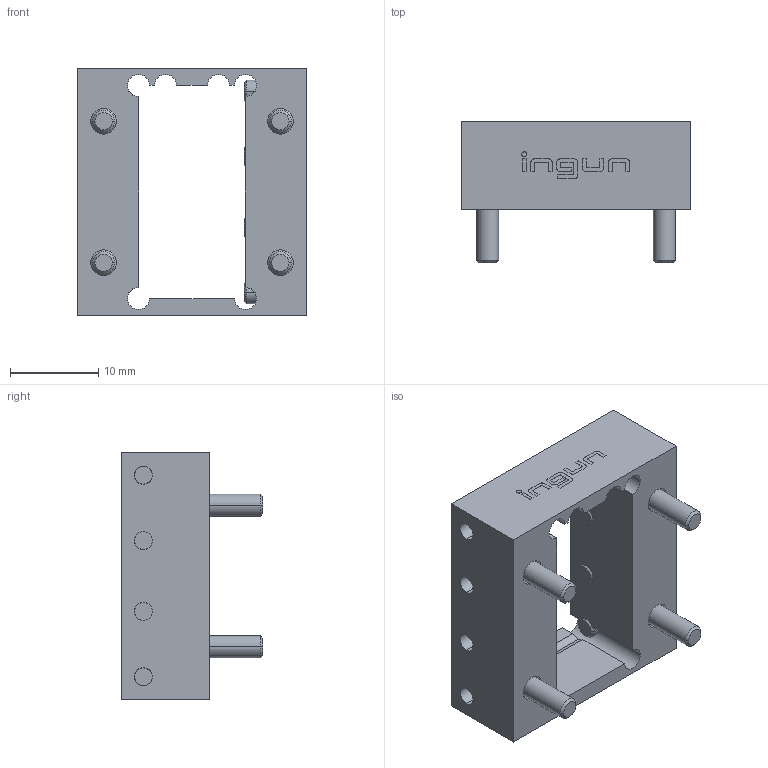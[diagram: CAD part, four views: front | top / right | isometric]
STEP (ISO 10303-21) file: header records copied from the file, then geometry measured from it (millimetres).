
FILE_DESCRIPTION (( 'STEP AP203' ), '1' );
FILE_NAME ('INGUN_KS-802_HMTD-6.STEP', '2024-04-17T13:14:19', ( '' ), ( '' ), 'SwSTEP 2.0', 'SolidWorks 2021', '' );
FILE_SCHEMA (( 'CONFIG_CONTROL_DESIGN' ));
Length unit declared in the file: millimetre
Products named in the file (1): INGUN_KS-802_HMTD-6
Bounding box: 26 x 16 x 28 mm (x, y, z)
Volume: 4078.3 mm3; surface area: 3882.9 mm2
Topology: 1 solids, 1 shells, 301 faces, 775 edges, 502 vertices
Faces by surface type: cylinder 151, plane 110, cone 40
Entity records: 9514 total; most frequent: CARTESIAN_POINT 1835, DIRECTION 1671, ORIENTED_EDGE 1550, EDGE_CURVE 775, AXIS2_PLACEMENT_3D 622, VERTEX_POINT 502, LINE 427, VECTOR 427
